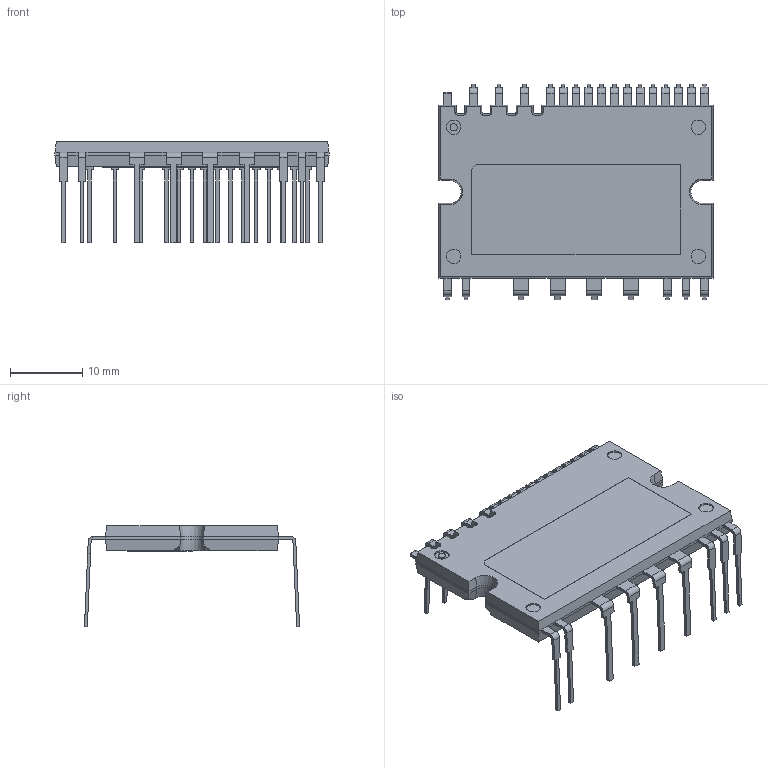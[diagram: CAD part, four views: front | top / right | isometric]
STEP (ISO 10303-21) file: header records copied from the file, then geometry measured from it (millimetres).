
FILE_DESCRIPTION(/* description */ ('Unknown'),/* implementation_level */ '2;1');
FILE_NAME(/* name */ 'STGIB20M60TS-L',/* time_stamp */ '2024-03-13T15:17:47+02:00',/* author */ ('Unknown'),/* organization */ ('Unknown'),/* preprocessor_version */ 'ST-DEVELOPER v18.102',/* originating_system */ 'Solid Edge',/* authorisation */ 'Unknown');
FILE_SCHEMA (('AUTOMOTIVE_DESIGN {1 0 10303 214 3 1 1}'));
Length unit declared in the file: millimetre
Products named in the file (1): STGIB20M60TS-L
Bounding box: 38 x 29.8 x 14.03 mm (x, y, z)
Volume: 3186.1 mm3; surface area: 3067.9 mm2
Topology: 1 solids, 1 shells, 507 faces, 1300 edges, 809 vertices
Faces by surface type: plane 413, cylinder 71, cone 20, torus 3
Full cylindrical faces by diameter (mm): 1 x1, 2 x8
Entity records: 18465 total; most frequent: CARTESIAN_POINT 2599, ORIENTED_EDGE 2570, DIRECTION 2469, EDGE_CURVE 1285, LINE 1117, VECTOR 1117, VERTEX_POINT 806, AXIS2_PLACEMENT_3D 676
